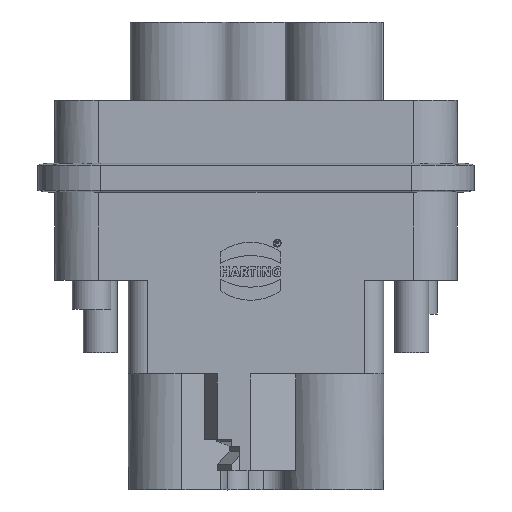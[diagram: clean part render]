
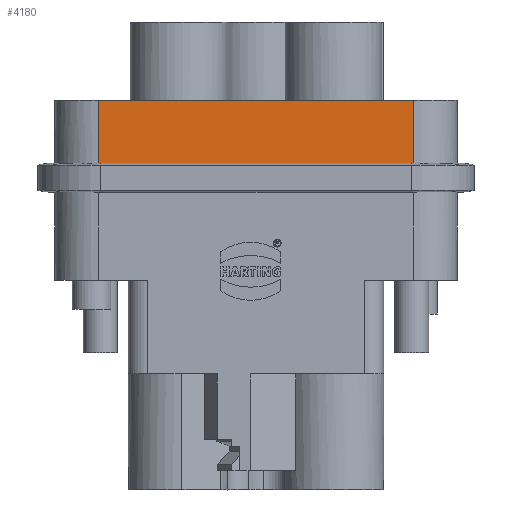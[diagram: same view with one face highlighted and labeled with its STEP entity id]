
A CAD part, front view. The second image highlights one B-rep face of the part: STEP entity #4180.
In plain terms, the highlighted planar face has unit normal (0, -1, 0).
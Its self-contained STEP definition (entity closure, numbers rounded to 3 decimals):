
#1783=FACE_OUTER_BOUND('',#5530,.T.);
#2201=LINE('',#16357,#3042);
#2454=LINE('',#17566,#3295);
#2457=LINE('',#17588,#3298);
#2458=LINE('',#17595,#3299);
#3042=VECTOR('',#13041,1.);
#3295=VECTOR('',#13568,1.);
#3298=VECTOR('',#13577,1.);
#3299=VECTOR('',#13578,1.);
#4180=ADVANCED_FACE('',(#1783),#4716,.T.);
#4716=PLANE('',#12303);
#5530=EDGE_LOOP('',(#6735,#6736,#6737,#6738,#6739,#6740));
#6735=ORIENTED_EDGE('',*,*,#10321,.T.);
#6736=ORIENTED_EDGE('',*,*,#10322,.T.);
#6737=ORIENTED_EDGE('',*,*,#10315,.T.);
#6738=ORIENTED_EDGE('',*,*,#9940,.T.);
#6739=ORIENTED_EDGE('',*,*,#10323,.T.);
#6740=ORIENTED_EDGE('',*,*,#10324,.T.);
#8975=VERTEX_POINT('',#16356);
#8976=VERTEX_POINT('',#16358);
#9297=VERTEX_POINT('',#17567);
#9301=VERTEX_POINT('',#17589);
#9302=VERTEX_POINT('',#17590);
#9303=VERTEX_POINT('',#17596);
#9940=EDGE_CURVE('',#8976,#8975,#2201,.T.);
#10315=EDGE_CURVE('',#9297,#8976,#2454,.T.);
#10321=EDGE_CURVE('',#9301,#9302,#2457,.T.);
#10322=EDGE_CURVE('',#9302,#9297,#11600,.T.);
#10323=EDGE_CURVE('',#8975,#9303,#2458,.T.);
#10324=EDGE_CURVE('',#9303,#9301,#11601,.T.);
#11600=B_SPLINE_CURVE_WITH_KNOTS('',3,(#17591,#17592,#17593,#17594),
 .UNSPECIFIED.,.F.,.F.,(4,4),(0.,1.),.UNSPECIFIED.);
#11601=B_SPLINE_CURVE_WITH_KNOTS('',3,(#17597,#17598,#17599,#17600),
 .UNSPECIFIED.,.F.,.F.,(4,4),(0.,1.),.UNSPECIFIED.);
#12303=AXIS2_PLACEMENT_3D('',#17601,#13579,#13580);
#13041=DIRECTION('',(-1.,0.,0.));
#13568=DIRECTION('',(0.,0.,1.));
#13577=DIRECTION('',(1.,0.,0.));
#13578=DIRECTION('',(0.,0.,-1.));
#13579=DIRECTION('',(0.,-1.,0.));
#13580=DIRECTION('',(1.,0.,0.));
#16356=CARTESIAN_POINT('',(-16.3,-11.2,18.6));
#16357=CARTESIAN_POINT('',(16.3,-11.2,18.6));
#16358=CARTESIAN_POINT('',(16.3,-11.2,18.6));
#17566=CARTESIAN_POINT('',(16.3,-11.2,18.6));
#17567=CARTESIAN_POINT('',(16.3,-11.2,12.069));
#17588=CARTESIAN_POINT('',(0.,-11.2,12.069));
#17589=CARTESIAN_POINT('',(-16.05,-11.2,12.069));
#17590=CARTESIAN_POINT('',(16.05,-11.2,12.069));
#17591=CARTESIAN_POINT('',(16.05,-11.2,12.069));
#17592=CARTESIAN_POINT('',(16.133,-11.2,12.069));
#17593=CARTESIAN_POINT('',(16.217,-11.2,12.069));
#17594=CARTESIAN_POINT('',(16.3,-11.2,12.069));
#17595=CARTESIAN_POINT('',(-16.3,-11.2,12.2));
#17596=CARTESIAN_POINT('',(-16.3,-11.2,12.069));
#17597=CARTESIAN_POINT('',(-16.3,-11.2,12.069));
#17598=CARTESIAN_POINT('',(-16.217,-11.2,12.069));
#17599=CARTESIAN_POINT('',(-16.133,-11.2,12.069));
#17600=CARTESIAN_POINT('',(-16.05,-11.2,12.069));
#17601=CARTESIAN_POINT('',(-16.3,-11.2,10.98));
